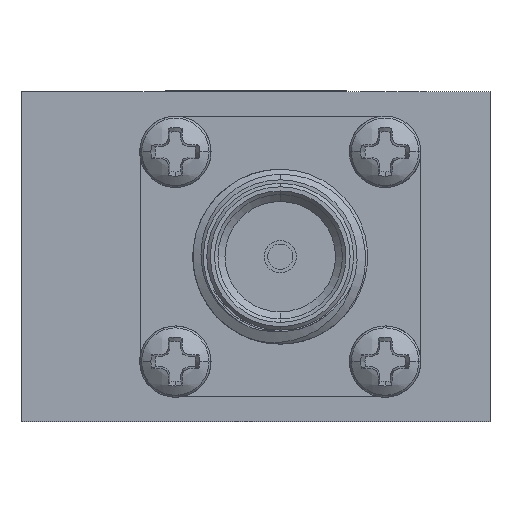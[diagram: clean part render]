
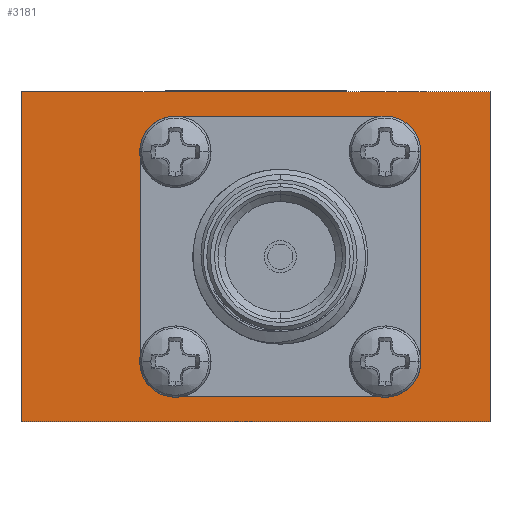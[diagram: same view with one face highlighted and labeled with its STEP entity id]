
A CAD part, left-side view. The second image highlights one B-rep face of the part: STEP entity #3181.
In plain terms, the highlighted planar face has unit normal (-1, 0, 0).
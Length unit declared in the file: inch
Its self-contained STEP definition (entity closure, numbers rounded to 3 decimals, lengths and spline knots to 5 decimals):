
#99 = ORIENTED_EDGE ( 'NONE', *, *, #2020, .T. ) ;
#137 = AXIS2_PLACEMENT_3D ( 'NONE', #12271, #2817, #2631 ) ;
#269 = CARTESIAN_POINT ( 'NONE',  ( -0.23622, 0.33465, -0.23622 ) ) ;
#366 = CARTESIAN_POINT ( 'NONE',  ( -0.23622, -0.18465, 0.2 ) ) ;
#615 = DIRECTION ( 'NONE',  ( 0., 0., 1. ) ) ;
#707 = CIRCLE ( 'NONE', #12862, 0.05 ) ;
#789 = CARTESIAN_POINT ( 'NONE',  ( -0.23622, -0.23465, 0.2 ) ) ;
#912 = CARTESIAN_POINT ( 'NONE',  ( -0.23622, -0.33465, 0.23622 ) ) ;
#950 = EDGE_LOOP ( 'NONE', ( #11545, #8478, #11120, #99, #6567, #9995, #3354, #10140 ) ) ;
#966 = ORIENTED_EDGE ( 'NONE', *, *, #12808, .T. ) ;
#1331 = ORIENTED_EDGE ( 'NONE', *, *, #7908, .F. ) ;
#1543 = CARTESIAN_POINT ( 'NONE',  ( -0.23622, 0.16535, 0.2 ) ) ;
#1585 = CARTESIAN_POINT ( 'NONE',  ( -0.23622, 0.11535, -0.2 ) ) ;
#1897 = EDGE_LOOP ( 'NONE', ( #3567, #1331, #5341, #966 ) ) ;
#1994 = AXIS2_PLACEMENT_3D ( 'NONE', #13439, #9243, #615 ) ;
#2004 = VERTEX_POINT ( 'NONE', #2673 ) ;
#2020 = EDGE_CURVE ( 'NONE', #2004, #13230, #707, .T. ) ;
#2098 = CARTESIAN_POINT ( 'NONE',  ( -0.23622, 0.16535, 0.2 ) ) ;
#2128 = PLANE ( 'NONE',  #10655 ) ;
#2171 = EDGE_CURVE ( 'NONE', #2741, #12036, #13133, .T. ) ;
#2182 = FACE_OUTER_BOUND ( 'NONE', #1897, .T. ) ;
#2330 = LINE ( 'NONE', #1543, #3511 ) ;
#2445 = LINE ( 'NONE', #2098, #12348 ) ;
#2541 = EDGE_CURVE ( 'NONE', #11957, #2581, #9125, .T. ) ;
#2581 = VERTEX_POINT ( 'NONE', #6329 ) ;
#2612 = DIRECTION ( 'NONE',  ( 0., 1., 0. ) ) ;
#2631 = DIRECTION ( 'NONE',  ( 0., 0., 1. ) ) ;
#2641 = CARTESIAN_POINT ( 'NONE',  ( -0.23622, -0.23465, 0.15 ) ) ;
#2673 = CARTESIAN_POINT ( 'NONE',  ( -0.23622, -0.23465, -0.15 ) ) ;
#2741 = VERTEX_POINT ( 'NONE', #366 ) ;
#2788 = VERTEX_POINT ( 'NONE', #1585 ) ;
#2817 = DIRECTION ( 'NONE',  ( 1., 0., 0. ) ) ;
#3181 = ADVANCED_FACE ( 'NONE', ( #2182, #11754 ), #2128, .F. ) ;
#3183 = VECTOR ( 'NONE', #3323, 39.37008 ) ;
#3323 = DIRECTION ( 'NONE',  ( 0., -1., 0. ) ) ;
#3354 = ORIENTED_EDGE ( 'NONE', *, *, #8602, .F. ) ;
#3371 = CARTESIAN_POINT ( 'NONE',  ( -0.23622, -0.33465, -0.23622 ) ) ;
#3511 = VECTOR ( 'NONE', #2612, 39.37008 ) ;
#3567 = ORIENTED_EDGE ( 'NONE', *, *, #6167, .T. ) ;
#3750 = DIRECTION ( 'NONE',  ( 0., 0., 1. ) ) ;
#3882 = EDGE_CURVE ( 'NONE', #2788, #13230, #12254, .T. ) ;
#3911 = CARTESIAN_POINT ( 'NONE',  ( -0.23622, 0.16535, -0.15 ) ) ;
#3977 = CIRCLE ( 'NONE', #137, 0.05 ) ;
#4094 = DIRECTION ( 'NONE',  ( 0., -1., 0. ) ) ;
#4343 = DIRECTION ( 'NONE',  ( 1., 0., 0. ) ) ;
#4533 = VECTOR ( 'NONE', #4094, 39.37008 ) ;
#4675 = CARTESIAN_POINT ( 'NONE',  ( -0.23622, 0.11535, -0.15 ) ) ;
#5108 = CARTESIAN_POINT ( 'NONE',  ( -0.23622, 0.16535, 0.15 ) ) ;
#5341 = ORIENTED_EDGE ( 'NONE', *, *, #2541, .F. ) ;
#5413 = EDGE_CURVE ( 'NONE', #2741, #5444, #2330, .T. ) ;
#5444 = VERTEX_POINT ( 'NONE', #12155 ) ;
#6167 = EDGE_CURVE ( 'NONE', #13663, #8196, #11057, .T. ) ;
#6171 = DIRECTION ( 'NONE',  ( 0., -1., 0. ) ) ;
#6224 = CARTESIAN_POINT ( 'NONE',  ( -0.23622, -0.18465, -0.2 ) ) ;
#6307 = DIRECTION ( 'NONE',  ( 0., 0., -1. ) ) ;
#6329 = CARTESIAN_POINT ( 'NONE',  ( -0.23622, -0.33465, 0.23622 ) ) ;
#6345 = VECTOR ( 'NONE', #8088, 39.37008 ) ;
#6372 = CARTESIAN_POINT ( 'NONE',  ( -0.23622, -0.33465, 0.23622 ) ) ;
#6394 = EDGE_CURVE ( 'NONE', #2788, #8832, #7405, .T. ) ;
#6478 = EDGE_CURVE ( 'NONE', #10563, #5444, #3977, .T. ) ;
#6548 = CARTESIAN_POINT ( 'NONE',  ( -0.23622, 0.33465, 0.23622 ) ) ;
#6567 = ORIENTED_EDGE ( 'NONE', *, *, #3882, .F. ) ;
#6687 = LINE ( 'NONE', #789, #6345 ) ;
#6790 = LINE ( 'NONE', #12231, #11263 ) ;
#6809 = CARTESIAN_POINT ( 'NONE',  ( -0.23622, -0.18465, -0.15 ) ) ;
#7405 = CIRCLE ( 'NONE', #12278, 0.05 ) ;
#7491 = CARTESIAN_POINT ( 'NONE',  ( -0.23622, 0.16535, -0.2 ) ) ;
#7873 = DIRECTION ( 'NONE',  ( 1., 0., 0. ) ) ;
#7908 = EDGE_CURVE ( 'NONE', #2581, #8196, #12516, .T. ) ;
#8088 = DIRECTION ( 'NONE',  ( 0., 0., 1. ) ) ;
#8196 = VERTEX_POINT ( 'NONE', #3371 ) ;
#8253 = CARTESIAN_POINT ( 'NONE',  ( -0.23622, -0.33465, -0.23622 ) ) ;
#8478 = ORIENTED_EDGE ( 'NONE', *, *, #2171, .T. ) ;
#8602 = EDGE_CURVE ( 'NONE', #10563, #8832, #2445, .T. ) ;
#8832 = VERTEX_POINT ( 'NONE', #3911 ) ;
#9125 = LINE ( 'NONE', #6372, #4533 ) ;
#9243 = DIRECTION ( 'NONE',  ( 1., 0., 0. ) ) ;
#9463 = DIRECTION ( 'NONE',  ( 0., 0., -1. ) ) ;
#9780 = DIRECTION ( 'NONE',  ( 0., 0., -1. ) ) ;
#9902 = DIRECTION ( 'NONE',  ( 0., 0., 1. ) ) ;
#9995 = ORIENTED_EDGE ( 'NONE', *, *, #6394, .T. ) ;
#10140 = ORIENTED_EDGE ( 'NONE', *, *, #6478, .T. ) ;
#10563 = VERTEX_POINT ( 'NONE', #5108 ) ;
#10655 = AXIS2_PLACEMENT_3D ( 'NONE', #12655, #4343, #6307 ) ;
#10681 = EDGE_CURVE ( 'NONE', #2004, #12036, #6687, .T. ) ;
#10700 = VECTOR ( 'NONE', #11351, 39.37008 ) ;
#11057 = LINE ( 'NONE', #8253, #13400 ) ;
#11120 = ORIENTED_EDGE ( 'NONE', *, *, #10681, .F. ) ;
#11263 = VECTOR ( 'NONE', #9780, 39.37008 ) ;
#11351 = DIRECTION ( 'NONE',  ( 0., 0., -1. ) ) ;
#11545 = ORIENTED_EDGE ( 'NONE', *, *, #5413, .F. ) ;
#11754 = FACE_BOUND ( 'NONE', #950, .T. ) ;
#11950 = DIRECTION ( 'NONE',  ( 1., 0., 0. ) ) ;
#11957 = VERTEX_POINT ( 'NONE', #6548 ) ;
#12036 = VERTEX_POINT ( 'NONE', #2641 ) ;
#12155 = CARTESIAN_POINT ( 'NONE',  ( -0.23622, 0.11535, 0.2 ) ) ;
#12231 = CARTESIAN_POINT ( 'NONE',  ( -0.23622, 0.33465, 0.23622 ) ) ;
#12254 = LINE ( 'NONE', #7491, #3183 ) ;
#12271 = CARTESIAN_POINT ( 'NONE',  ( -0.23622, 0.11535, 0.15 ) ) ;
#12278 = AXIS2_PLACEMENT_3D ( 'NONE', #4675, #11950, #9902 ) ;
#12348 = VECTOR ( 'NONE', #9463, 39.37008 ) ;
#12516 = LINE ( 'NONE', #912, #10700 ) ;
#12655 = CARTESIAN_POINT ( 'NONE',  ( -0.23622, -0.33465, 0.23622 ) ) ;
#12808 = EDGE_CURVE ( 'NONE', #11957, #13663, #6790, .T. ) ;
#12862 = AXIS2_PLACEMENT_3D ( 'NONE', #6809, #7873, #3750 ) ;
#13133 = CIRCLE ( 'NONE', #1994, 0.05 ) ;
#13230 = VERTEX_POINT ( 'NONE', #6224 ) ;
#13400 = VECTOR ( 'NONE', #6171, 39.37008 ) ;
#13439 = CARTESIAN_POINT ( 'NONE',  ( -0.23622, -0.18465, 0.15 ) ) ;
#13663 = VERTEX_POINT ( 'NONE', #269 ) ;
